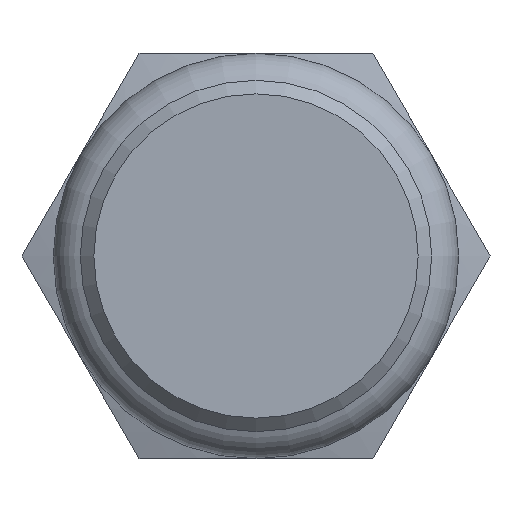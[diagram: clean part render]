
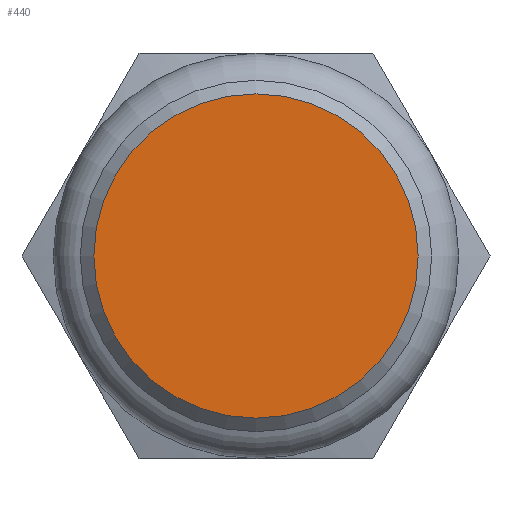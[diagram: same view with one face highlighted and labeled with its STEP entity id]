
A CAD part, front view. The second image highlights one B-rep face of the part: STEP entity #440.
In plain terms, the highlighted planar face has unit normal (0, -1, 0).
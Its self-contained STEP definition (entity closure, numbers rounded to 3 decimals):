
#75=PLANE('',#500);
#120=FACE_OUTER_BOUND('',#164,.T.);
#164=EDGE_LOOP('',(#376));
#197=CIRCLE('',#497,12.);
#235=VERTEX_POINT('',#797);
#290=EDGE_CURVE('',#235,#235,#197,.T.);
#376=ORIENTED_EDGE('',*,*,#290,.F.);
#440=ADVANCED_FACE('',(#120),#75,.F.);
#497=AXIS2_PLACEMENT_3D('',#798,#612,#613);
#500=AXIS2_PLACEMENT_3D('',#802,#618,#619);
#612=DIRECTION('center_axis',(0.,1.,0.));
#613=DIRECTION('ref_axis',(1.,0.,0.));
#618=DIRECTION('center_axis',(0.,1.,0.));
#619=DIRECTION('ref_axis',(0.,0.,1.));
#797=CARTESIAN_POINT('',(-12.,0.,0.));
#798=CARTESIAN_POINT('Origin',(0.,0.,0.));
#802=CARTESIAN_POINT('Origin',(0.,0.,0.));
